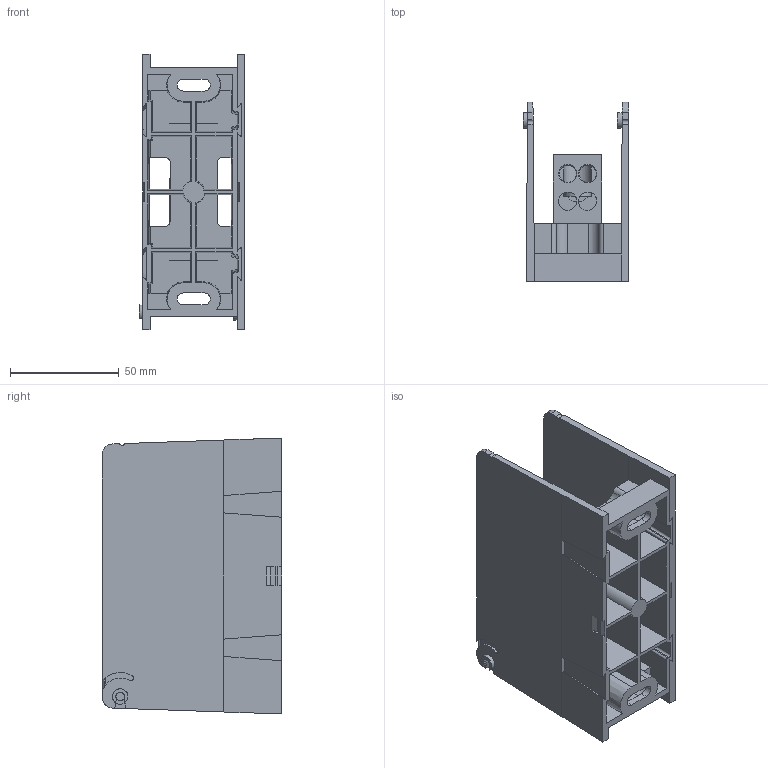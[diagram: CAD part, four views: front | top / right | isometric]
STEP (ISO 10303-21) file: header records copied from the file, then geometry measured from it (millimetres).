
FILE_DESCRIPTION (( 'STEP AP214' ), '1' );
FILE_NAME ('701911rev-1P.STEP', '2014-02-18T12:27:57', ( '' ), ( '' ), 'SwSTEP 2.0', 'SolidWorks 2013', '' );
FILE_SCHEMA (( 'AUTOMOTIVE_DESIGN' ));
Length unit declared in the file: inch
Products named in the file (1): 701911rev-1P
Bounding box: 48.6 x 82.55 x 127.01 mm (x, y, z)
Surface area: 71917.5 mm2 (no closed solid volume)
Topology: 0 solids, 9 shells, 237 faces, 775 edges, 548 vertices
Faces by surface type: plane 163, cylinder 57, cone 16, bspline 1
Full cylindrical faces by diameter (mm): 4.064 x1, 6.909 x2, 7.112 x1, 7.925 x2, 12.7 x1
Entity records: 12945 total; most frequent: CARTESIAN_POINT 3506, ORIENTED_EDGE 1292, DIRECTION 1188, EDGE_CURVE 756, VERTEX_POINT 542, LINE 540, VECTOR 540, AXIS2_PLACEMENT_3D 324
